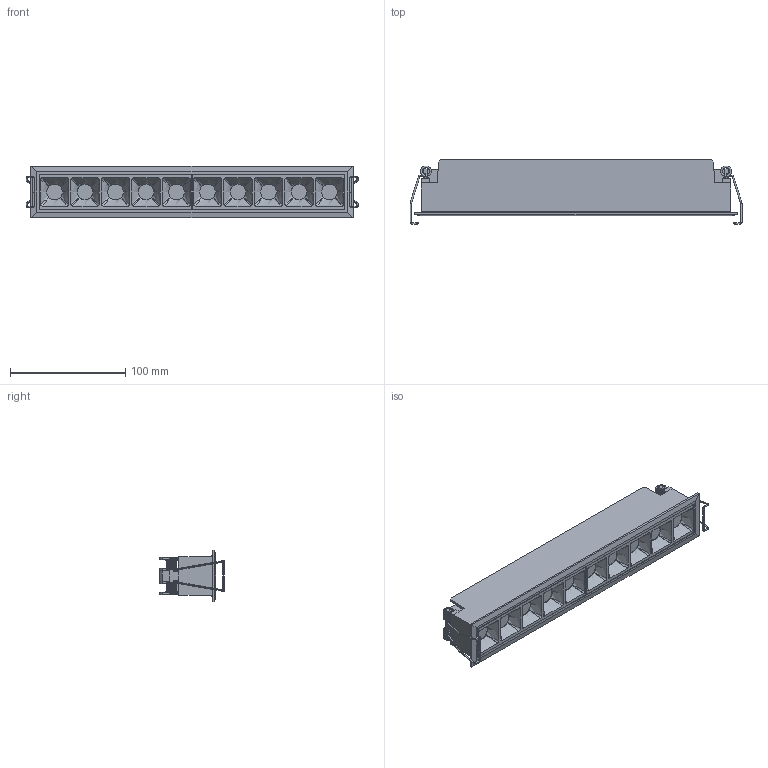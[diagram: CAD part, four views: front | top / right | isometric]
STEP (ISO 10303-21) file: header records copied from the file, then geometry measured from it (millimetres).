
FILE_DESCRIPTION((''),'2;1');
FILE_NAME('010180A10_ASM','2020-04-01T16:53:10',('Administrator'),(''),'CREO PARAMETRIC BY PTC INC, 2019010','CREO PARAMETRIC BY PTC INC, 2019010','');
FILE_SCHEMA(('CONFIG_CONTROL_DESIGN','SHAPE_APPEARANCE_LAYERS_GROUPS'));
Length unit declared in the file: millimetre
Products named in the file (6): ADMI0ABC9CC7V7J5_5; ADMI0ABC9CC7V7J5_6; ADMI0ABC9CC7V7J5_9; ADMI0ABC9CC7V7J5_ASM; ADMI0ABC9CC7V7HT_7; 010180A10_ASM
Assembly tree (6 placements, depth 3):
  010180A10_ASM
    ADMI0ABC9CC7V7J5_ASM
      ADMI0ABC9CC7V7J5_5
      ADMI0ABC9CC7V7J5_6
      ADMI0ABC9CC7V7J5_9
    ADMI0ABC9CC7V7HT_7  x2
Bounding box: 288.7 x 55.96 x 45 mm (x, y, z)
Volume: 300661.6 mm3; surface area: 136072.1 mm2
Topology: 5 solids, 125 shells, 666 faces, 2073 edges, 1524 vertices
Faces by surface type: plane 328, cylinder 116, bspline 96, cone 90, torus 32, extrusion 4
Entity records: 38219 total; most frequent: CARTESIAN_POINT 14728, ORIENTED_EDGE 3178, DIRECTION 3107, PRESENTATION_STYLE_ASSIGNMENT 2097, STYLED_ITEM 1977, CURVE_STYLE 1853, EDGE_CURVE 1849, VERTEX_POINT 1408
